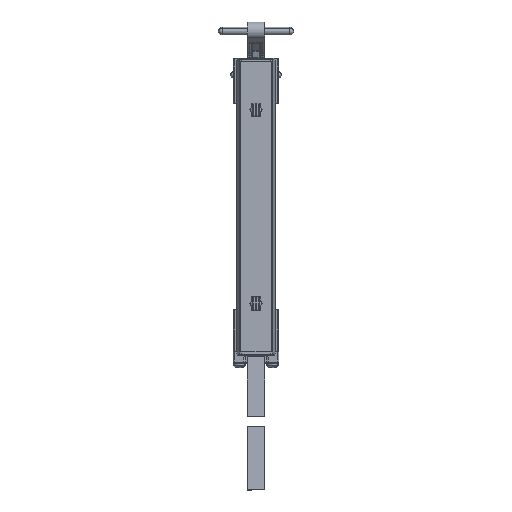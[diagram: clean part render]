
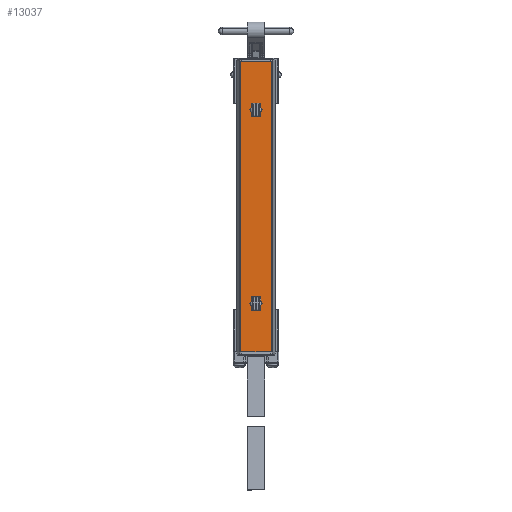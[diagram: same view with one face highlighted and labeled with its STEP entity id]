
A CAD part, front view. The second image highlights one B-rep face of the part: STEP entity #13037.
In plain terms, the highlighted planar face has unit normal (0, -1, 0).
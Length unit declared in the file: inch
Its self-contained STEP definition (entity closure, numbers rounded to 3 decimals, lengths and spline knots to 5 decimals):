
#10 = DIRECTION ( 'NONE',  ( 0., 0., 1. ) ) ;
#293 = DIRECTION ( 'NONE',  ( 0., 1., 0. ) ) ;
#1396 = DIRECTION ( 'NONE',  ( 0., 0., 1. ) ) ;
#1683 = ORIENTED_EDGE ( 'NONE', *, *, #38993, .F. ) ;
#2091 = ORIENTED_EDGE ( 'NONE', *, *, #47830, .T. ) ;
#2974 = EDGE_LOOP ( 'NONE', ( #1683, #37245, #5603, #43611 ) ) ;
#3165 = CARTESIAN_POINT ( 'NONE',  ( -0.62546, 0., 6. ) ) ;
#3906 = DIRECTION ( 'NONE',  ( -1., 0., 0. ) ) ;
#4424 = CIRCLE ( 'NONE', #51814, 0.15625 ) ;
#4454 = LINE ( 'NONE', #3165, #61047 ) ;
#5010 = ORIENTED_EDGE ( 'NONE', *, *, #7680, .T. ) ;
#5603 = ORIENTED_EDGE ( 'NONE', *, *, #9636, .T. ) ;
#6508 = CARTESIAN_POINT ( 'NONE',  ( -0.15625, 0., -4. ) ) ;
#7680 = EDGE_CURVE ( 'NONE', #22227, #12653, #32011, .T. ) ;
#8378 = CARTESIAN_POINT ( 'NONE',  ( -0.62546, 0., -6. ) ) ;
#8967 = CIRCLE ( 'NONE', #22382, 0.15625 ) ;
#9636 = EDGE_CURVE ( 'NONE', #37246, #34019, #30040, .T. ) ;
#10253 = DIRECTION ( 'NONE',  ( -1., 0., 0. ) ) ;
#12489 = EDGE_CURVE ( 'NONE', #34019, #24896, #40426, .T. ) ;
#12653 = VERTEX_POINT ( 'NONE', #56864 ) ;
#13037 = ADVANCED_FACE ( 'NONE', ( #52596, #18699, #58089 ), #22904, .T. ) ;
#13263 = CARTESIAN_POINT ( 'NONE',  ( -0.62546, 0., -6. ) ) ;
#15830 = EDGE_CURVE ( 'NONE', #37246, #27312, #15963, .T. ) ;
#15963 = LINE ( 'NONE', #13263, #43597 ) ;
#17706 = DIRECTION ( 'NONE',  ( -1., 0., 0. ) ) ;
#17721 = AXIS2_PLACEMENT_3D ( 'NONE', #8378, #32574, #33557 ) ;
#18699 = FACE_BOUND ( 'NONE', #50143, .T. ) ;
#20255 = EDGE_CURVE ( 'NONE', #12653, #22227, #4424, .T. ) ;
#20577 = CARTESIAN_POINT ( 'NONE',  ( 0., 0., -4. ) ) ;
#22227 = VERTEX_POINT ( 'NONE', #61374 ) ;
#22382 = AXIS2_PLACEMENT_3D ( 'NONE', #28744, #48429, #3906 ) ;
#22904 = PLANE ( 'NONE',  #17721 ) ;
#23375 = DIRECTION ( 'NONE',  ( -1., 0., 0. ) ) ;
#24896 = VERTEX_POINT ( 'NONE', #32297 ) ;
#27312 = VERTEX_POINT ( 'NONE', #56090 ) ;
#28029 = CARTESIAN_POINT ( 'NONE',  ( 0.15625, 0., -4. ) ) ;
#28744 = CARTESIAN_POINT ( 'NONE',  ( 0., 0., -4. ) ) ;
#29579 = CARTESIAN_POINT ( 'NONE',  ( 0.62546, 0., -6. ) ) ;
#30040 = LINE ( 'NONE', #45182, #36299 ) ;
#30812 = EDGE_CURVE ( 'NONE', #44311, #41918, #54231, .T. ) ;
#32011 = CIRCLE ( 'NONE', #61940, 0.15625 ) ;
#32297 = CARTESIAN_POINT ( 'NONE',  ( 0.62546, 0., 6. ) ) ;
#32574 = DIRECTION ( 'NONE',  ( 0., -1., 0. ) ) ;
#33186 = DIRECTION ( 'NONE',  ( 1., 0., 0. ) ) ;
#33557 = DIRECTION ( 'NONE',  ( 1., 0., 0. ) ) ;
#34019 = VERTEX_POINT ( 'NONE', #29579 ) ;
#35661 = EDGE_LOOP ( 'NONE', ( #5010, #40594 ) ) ;
#36299 = VECTOR ( 'NONE', #50362, 39.37008 ) ;
#37245 = ORIENTED_EDGE ( 'NONE', *, *, #15830, .F. ) ;
#37246 = VERTEX_POINT ( 'NONE', #60075 ) ;
#38993 = EDGE_CURVE ( 'NONE', #27312, #24896, #4454, .T. ) ;
#40426 = LINE ( 'NONE', #60140, #56709 ) ;
#40594 = ORIENTED_EDGE ( 'NONE', *, *, #20255, .T. ) ;
#41918 = VERTEX_POINT ( 'NONE', #28029 ) ;
#43597 = VECTOR ( 'NONE', #10, 39.37008 ) ;
#43611 = ORIENTED_EDGE ( 'NONE', *, *, #12489, .T. ) ;
#44311 = VERTEX_POINT ( 'NONE', #6508 ) ;
#45182 = CARTESIAN_POINT ( 'NONE',  ( -0.62546, 0., -6. ) ) ;
#46765 = CARTESIAN_POINT ( 'NONE',  ( 0., 0., 4. ) ) ;
#47830 = EDGE_CURVE ( 'NONE', #41918, #44311, #8967, .T. ) ;
#48429 = DIRECTION ( 'NONE',  ( 0., 1., 0. ) ) ;
#50143 = EDGE_LOOP ( 'NONE', ( #59128, #2091 ) ) ;
#50362 = DIRECTION ( 'NONE',  ( 1., 0., 0. ) ) ;
#51814 = AXIS2_PLACEMENT_3D ( 'NONE', #46765, #61939, #17706 ) ;
#52433 = DIRECTION ( 'NONE',  ( 0., 1., 0. ) ) ;
#52596 = FACE_BOUND ( 'NONE', #35661, .T. ) ;
#52769 = CARTESIAN_POINT ( 'NONE',  ( 0., 0., 4. ) ) ;
#54231 = CIRCLE ( 'NONE', #55284, 0.15625 ) ;
#55284 = AXIS2_PLACEMENT_3D ( 'NONE', #20577, #293, #10253 ) ;
#56090 = CARTESIAN_POINT ( 'NONE',  ( -0.62546, 0., 6. ) ) ;
#56709 = VECTOR ( 'NONE', #1396, 39.37008 ) ;
#56864 = CARTESIAN_POINT ( 'NONE',  ( 0.15625, 0., 4. ) ) ;
#58089 = FACE_OUTER_BOUND ( 'NONE', #2974, .T. ) ;
#59128 = ORIENTED_EDGE ( 'NONE', *, *, #30812, .T. ) ;
#60075 = CARTESIAN_POINT ( 'NONE',  ( -0.62546, 0., -6. ) ) ;
#60140 = CARTESIAN_POINT ( 'NONE',  ( 0.62546, 0., -6. ) ) ;
#61047 = VECTOR ( 'NONE', #33186, 39.37008 ) ;
#61374 = CARTESIAN_POINT ( 'NONE',  ( -0.15625, 0., 4. ) ) ;
#61939 = DIRECTION ( 'NONE',  ( 0., 1., 0. ) ) ;
#61940 = AXIS2_PLACEMENT_3D ( 'NONE', #52769, #52433, #23375 ) ;
